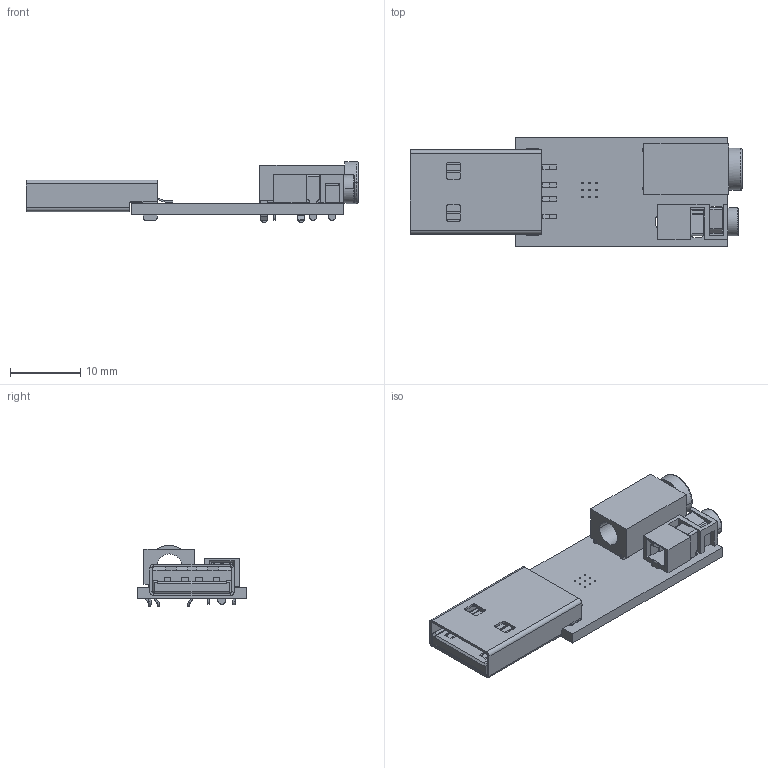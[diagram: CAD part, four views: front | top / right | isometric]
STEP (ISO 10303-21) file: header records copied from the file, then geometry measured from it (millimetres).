
FILE_DESCRIPTION(('KiCad electronic assembly'),'2;1');
FILE_NAME('baoProg.step','2022-04-17T15:23:40',('Pcbnew'),('Kicad'), 'Open CASCADE STEP processor 7.5','KiCad to STEP converter','Unknown' );
FILE_SCHEMA(('AUTOMOTIVE_DESIGN { 1 0 10303 214 1 1 1 1 }'));
Length unit declared in the file: millimetre
Products named in the file (8): baoProg 1; STX-3000_rD3; SOLID; 1001-011-01101; COMPOUND; STX-2000-3N_rA1; _autosave-baoProg PCB
Assembly tree (7 placements, depth 3):
  baoProg 1
    STX-3000_rD3
      SOLID
    1001-011-01101
      COMPOUND
    STX-2000-3N_rA1
      SOLID
    _autosave-baoProg PCB
Bounding box: 47.35 x 15.5 x 8.7 mm (x, y, z)
Volume: 1873.3 mm3; surface area: 4003.3 mm2
Topology: 9 solids, 9 shells, 538 faces, 1468 edges, 942 vertices
Faces by surface type: bspline 485, cylinder 31, plane 22
Full cylindrical faces by diameter (mm): 0.2 x9, 0.9 x2, 1 x2, 1.1 x2
Entity records: 34789 total; most frequent: CARTESIAN_POINT 13817, B_SPLINE_CURVE_WITH_KNOTS 3427, ORIENTED_EDGE 2928, PCURVE 2928, DEFINITIONAL_REPRESENTATION 2928, EDGE_CURVE 1464, SURFACE_CURVE 1443, VERTEX_POINT 942
